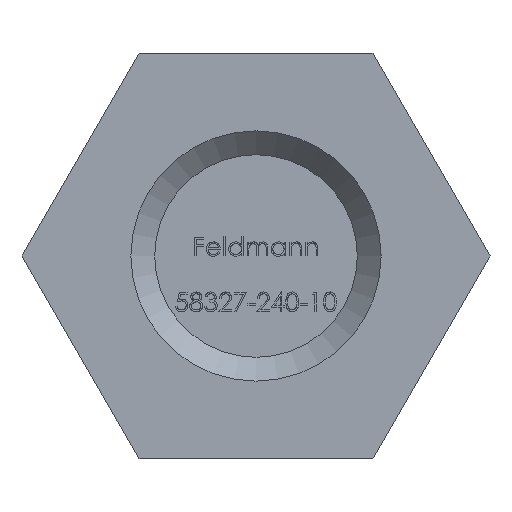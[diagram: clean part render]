
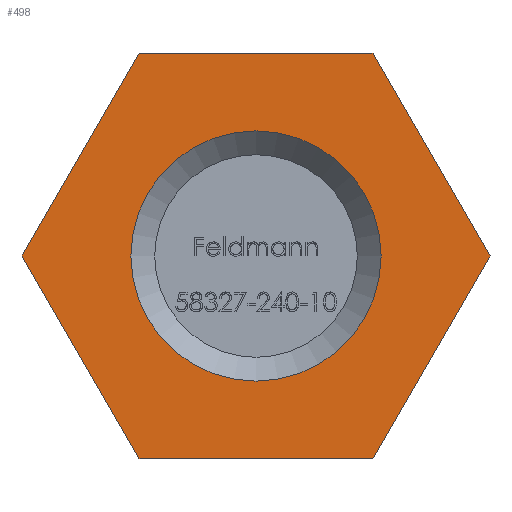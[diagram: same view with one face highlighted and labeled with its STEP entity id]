
A CAD part, front view. The second image highlights one B-rep face of the part: STEP entity #498.
In plain terms, the highlighted planar face has unit normal (0, -1, 0).
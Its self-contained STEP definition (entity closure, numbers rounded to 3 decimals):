
#131 = LINE ( 'NONE', #4355, #9715 ) ;
#498 = ADVANCED_FACE ( 'NONE', ( #5648, #10811 ), #4535, .F. ) ;
#600 = EDGE_CURVE ( 'NONE', #8804, #8804, #1056, .T. ) ;
#679 = VECTOR ( 'NONE', #2719, 1000. ) ;
#1056 = CIRCLE ( 'NONE', #3073, 5.25 ) ;
#1521 = CARTESIAN_POINT ( 'NONE',  ( -9.815, 0., 0. ) ) ;
#1833 = EDGE_CURVE ( 'NONE', #12482, #7891, #7765, .T. ) ;
#2052 = CARTESIAN_POINT ( 'NONE',  ( 0., 0., 5.25 ) ) ;
#2196 = CARTESIAN_POINT ( 'NONE',  ( -9.815, 0., 0. ) ) ;
#2230 = CARTESIAN_POINT ( 'NONE',  ( 4.907, 0., -8.5 ) ) ;
#2440 = VECTOR ( 'NONE', #2725, 1000. ) ;
#2503 = VERTEX_POINT ( 'NONE', #11295 ) ;
#2719 = DIRECTION ( 'NONE',  ( 1., 0., 0. ) ) ;
#2725 = DIRECTION ( 'NONE',  ( -0.5, 0., -0.866 ) ) ;
#3073 = AXIS2_PLACEMENT_3D ( 'NONE', #10651, #10509, #11676 ) ;
#3168 = VECTOR ( 'NONE', #3839, 1000. ) ;
#3280 = EDGE_LOOP ( 'NONE', ( #3783, #12334, #13739, #11910, #13878, #8244 ) ) ;
#3355 = CARTESIAN_POINT ( 'NONE',  ( -4.907, 0., -8.5 ) ) ;
#3520 = LINE ( 'NONE', #13724, #3168 ) ;
#3783 = ORIENTED_EDGE ( 'NONE', *, *, #9271, .F. ) ;
#3839 = DIRECTION ( 'NONE',  ( 0.5, 0., -0.866 ) ) ;
#4355 = CARTESIAN_POINT ( 'NONE',  ( 4.907, 0., -8.5 ) ) ;
#4535 = PLANE ( 'NONE',  #11732 ) ;
#4924 = DIRECTION ( 'NONE',  ( 0.5, 0., 0.866 ) ) ;
#5240 = CARTESIAN_POINT ( 'NONE',  ( 4.907, 0., 8.5 ) ) ;
#5311 = LINE ( 'NONE', #1521, #12778 ) ;
#5451 = LINE ( 'NONE', #7069, #2440 ) ;
#5648 = FACE_BOUND ( 'NONE', #11752, .T. ) ;
#5669 = DIRECTION ( 'NONE',  ( 0., 1., 0. ) ) ;
#5798 = VECTOR ( 'NONE', #14263, 1000. ) ;
#6093 = CARTESIAN_POINT ( 'NONE',  ( -4.907, 0., 8.5 ) ) ;
#6352 = LINE ( 'NONE', #6093, #679 ) ;
#7056 = EDGE_CURVE ( 'NONE', #13930, #8961, #6352, .T. ) ;
#7069 = CARTESIAN_POINT ( 'NONE',  ( 9.815, 0., 0. ) ) ;
#7700 = EDGE_CURVE ( 'NONE', #7891, #13930, #5311, .T. ) ;
#7765 = LINE ( 'NONE', #10769, #5798 ) ;
#7891 = VERTEX_POINT ( 'NONE', #2196 ) ;
#8244 = ORIENTED_EDGE ( 'NONE', *, *, #11313, .F. ) ;
#8804 = VERTEX_POINT ( 'NONE', #2052 ) ;
#8961 = VERTEX_POINT ( 'NONE', #5240 ) ;
#9068 = CARTESIAN_POINT ( 'NONE',  ( 0., 0., 0. ) ) ;
#9225 = ORIENTED_EDGE ( 'NONE', *, *, #600, .T. ) ;
#9271 = EDGE_CURVE ( 'NONE', #8961, #2503, #3520, .T. ) ;
#9715 = VECTOR ( 'NONE', #10001, 1000. ) ;
#10001 = DIRECTION ( 'NONE',  ( -1., 0., 0. ) ) ;
#10509 = DIRECTION ( 'NONE',  ( 0., 1., 0. ) ) ;
#10651 = CARTESIAN_POINT ( 'NONE',  ( 0., 0., 0. ) ) ;
#10765 = CARTESIAN_POINT ( 'NONE',  ( -4.907, 0., 8.5 ) ) ;
#10769 = CARTESIAN_POINT ( 'NONE',  ( -4.907, 0., -8.5 ) ) ;
#10811 = FACE_OUTER_BOUND ( 'NONE', #3280, .T. ) ;
#10839 = VERTEX_POINT ( 'NONE', #2230 ) ;
#11295 = CARTESIAN_POINT ( 'NONE',  ( 9.815, 0., 0. ) ) ;
#11313 = EDGE_CURVE ( 'NONE', #2503, #10839, #5451, .T. ) ;
#11486 = DIRECTION ( 'NONE',  ( 0., 0., 1. ) ) ;
#11676 = DIRECTION ( 'NONE',  ( 0., 0., 1. ) ) ;
#11732 = AXIS2_PLACEMENT_3D ( 'NONE', #9068, #5669, #11486 ) ;
#11752 = EDGE_LOOP ( 'NONE', ( #9225 ) ) ;
#11910 = ORIENTED_EDGE ( 'NONE', *, *, #1833, .F. ) ;
#12334 = ORIENTED_EDGE ( 'NONE', *, *, #7056, .F. ) ;
#12482 = VERTEX_POINT ( 'NONE', #3355 ) ;
#12521 = EDGE_CURVE ( 'NONE', #10839, #12482, #131, .T. ) ;
#12778 = VECTOR ( 'NONE', #4924, 1000. ) ;
#13724 = CARTESIAN_POINT ( 'NONE',  ( 4.907, 0., 8.5 ) ) ;
#13739 = ORIENTED_EDGE ( 'NONE', *, *, #7700, .F. ) ;
#13878 = ORIENTED_EDGE ( 'NONE', *, *, #12521, .F. ) ;
#13930 = VERTEX_POINT ( 'NONE', #10765 ) ;
#14263 = DIRECTION ( 'NONE',  ( -0.5, 0., 0.866 ) ) ;
